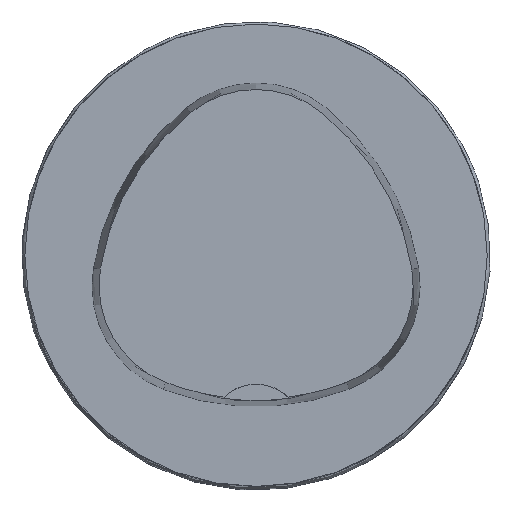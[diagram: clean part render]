
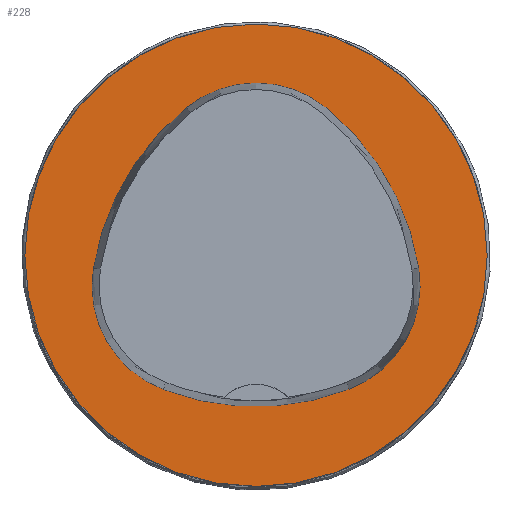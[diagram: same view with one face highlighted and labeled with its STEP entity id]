
A CAD part, top view. The second image highlights one B-rep face of the part: STEP entity #228.
In plain terms, the highlighted planar face has unit normal (0, 0, 1).
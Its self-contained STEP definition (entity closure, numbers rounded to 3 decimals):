
#191=PLANE('',#800);
#228=ADVANCED_FACE('',(#581,#582),#191,.T.);
#299=EDGE_LOOP('',(#400,#401,#402,#403,#404,#405));
#300=EDGE_LOOP('',(#406));
#400=ORIENTED_EDGE('',*,*,#500,.T.);
#401=ORIENTED_EDGE('',*,*,#480,.T.);
#402=ORIENTED_EDGE('',*,*,#484,.T.);
#403=ORIENTED_EDGE('',*,*,#487,.T.);
#404=ORIENTED_EDGE('',*,*,#490,.T.);
#405=ORIENTED_EDGE('',*,*,#498,.T.);
#406=ORIENTED_EDGE('',*,*,#471,.F.);
#471=EDGE_CURVE('',#614,#614,#528,.T.);
#480=EDGE_CURVE('',#623,#624,#529,.T.);
#484=EDGE_CURVE('',#624,#627,#531,.T.);
#487=EDGE_CURVE('',#627,#629,#533,.T.);
#490=EDGE_CURVE('',#629,#631,#535,.T.);
#498=EDGE_CURVE('',#631,#638,#539,.T.);
#500=EDGE_CURVE('',#638,#623,#541,.T.);
#528=CIRCLE('',#772,25.);
#529=CIRCLE('',#778,28.);
#531=CIRCLE('',#781,12.);
#533=CIRCLE('',#784,28.);
#535=CIRCLE('',#787,12.);
#539=CIRCLE('',#792,28.);
#541=CIRCLE('',#795,12.);
#581=FACE_BOUND('',#299,.T.);
#582=FACE_BOUND('',#300,.T.);
#614=VERTEX_POINT('',#1110);
#623=VERTEX_POINT('',#1129);
#624=VERTEX_POINT('',#1130);
#627=VERTEX_POINT('',#1138);
#629=VERTEX_POINT('',#1144);
#631=VERTEX_POINT('',#1150);
#638=VERTEX_POINT('',#1171);
#772=AXIS2_PLACEMENT_3D('',#1109,#909,#910);
#778=AXIS2_PLACEMENT_3D('',#1128,#925,#926);
#781=AXIS2_PLACEMENT_3D('',#1137,#933,#934);
#784=AXIS2_PLACEMENT_3D('',#1143,#940,#941);
#787=AXIS2_PLACEMENT_3D('',#1149,#947,#948);
#792=AXIS2_PLACEMENT_3D('',#1172,#959,#960);
#795=AXIS2_PLACEMENT_3D('',#1175,#965,#966);
#800=AXIS2_PLACEMENT_3D('',#1180,#975,#976);
#909=DIRECTION('',(0.,0.,-1.));
#910=DIRECTION('',(-1.,0.,0.));
#925=DIRECTION('',(0.,0.,-1.));
#926=DIRECTION('',(-1.,0.,0.));
#933=DIRECTION('',(0.,0.,-1.));
#934=DIRECTION('',(-1.,0.,0.));
#940=DIRECTION('',(0.,0.,-1.));
#941=DIRECTION('',(-1.,0.,0.));
#947=DIRECTION('',(0.,0.,-1.));
#948=DIRECTION('',(-1.,0.,0.));
#959=DIRECTION('',(0.,0.,-1.));
#960=DIRECTION('',(-1.,0.,0.));
#965=DIRECTION('',(0.,0.,-1.));
#966=DIRECTION('',(-1.,0.,0.));
#975=DIRECTION('',(0.,0.,1.));
#976=DIRECTION('',(1.,0.,0.));
#1109=CARTESIAN_POINT('',(0.,0.,0.));
#1110=CARTESIAN_POINT('',(-25.,0.,0.));
#1128=CARTESIAN_POINT('',(10.068,-5.824,0.));
#1129=CARTESIAN_POINT('',(-17.584,-1.424,0.));
#1130=CARTESIAN_POINT('',(-7.531,15.953,0.));
#1137=CARTESIAN_POINT('',(0.011,6.62,0.));
#1138=CARTESIAN_POINT('',(7.567,15.942,0.));
#1143=CARTESIAN_POINT('',(-10.063,-5.81,0.));
#1144=CARTESIAN_POINT('',(17.59,-1.418,0.));
#1149=CARTESIAN_POINT('',(5.739,-3.3,0.));
#1150=CARTESIAN_POINT('',(10.05,-14.499,0.));
#1171=CARTESIAN_POINT('',(-10.025,-14.516,0.));
#1172=CARTESIAN_POINT('',(-0.01,11.631,0.));
#1175=CARTESIAN_POINT('',(-5.733,-3.31,0.));
#1180=CARTESIAN_POINT('',(0.,0.,0.));
